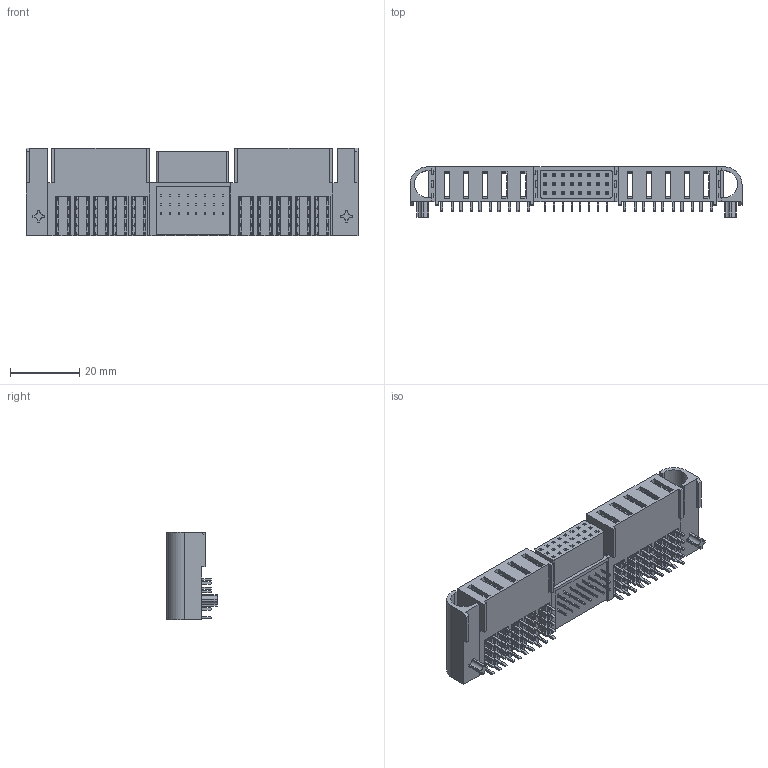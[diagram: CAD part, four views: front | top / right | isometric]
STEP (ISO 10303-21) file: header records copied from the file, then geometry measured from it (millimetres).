
FILE_DESCRIPTION(/* description */ ('STEP AP214'),/* implementation_level */ '2;1');
FILE_NAME(/* name */ 'ET60S-D05-3-08-D05-L-R1-S',/* time_stamp */ '2023-11-14T20:19:07+01:00',/* author */ ('License CC BY-ND 4.0'),/* organization */ ('CADENAS'),/* preprocessor_version */ 'ST-DEVELOPER v19.3',/* originating_system */ 'PARTsolutions',/* authorisation */ ' ');
FILE_SCHEMA (('AUTOMOTIVE_DESIGN {1 0 10303 214 3 1 1}'));
Products named in the file (9): ET60S-D05-3-08-D05-L-R1-S; ET60S-24-R12_signal_pins; ET60S-24-R1_signal_pins; ET60S-D05-R12_power_pins; ET60S-D05-R1_power_pins; ET60S-R1_guide_post_right; ET60S-D05-R1_power_terminal; ET60S-R1_guide_post_left; ET60S-24-R1_signal_terminal
Assembly tree (11 placements, depth 2):
  ET60S-D05-3-08-D05-L-R1-S
    ET60S-24-R12_signal_pins
    ET60S-24-R1_signal_pins
    ET60S-D05-R12_power_pins  x2
    ET60S-D05-R1_power_pins  x2
    ET60S-R1_guide_post_right
    ET60S-D05-R1_power_terminal  x2
    ET60S-R1_guide_post_left
    ET60S-24-R1_signal_terminal
Bounding box: 95.76 x 14.48 x 25.22 mm (x, y, z)
Volume: 14658 mm3; surface area: 27957.2 mm2
Topology: 11 solids, 11 shells, 3540 faces, 10402 edges, 6930 vertices
Faces by surface type: plane 2864, cylinder 676
Entity records: 77118 total; most frequent: CARTESIAN_POINT 13770, ORIENTED_EDGE 13694, DIRECTION 12425, EDGE_CURVE 6847, LINE 5991, VECTOR 5991, VERTEX_POINT 4562, AXIS2_PLACEMENT_3D 3217
